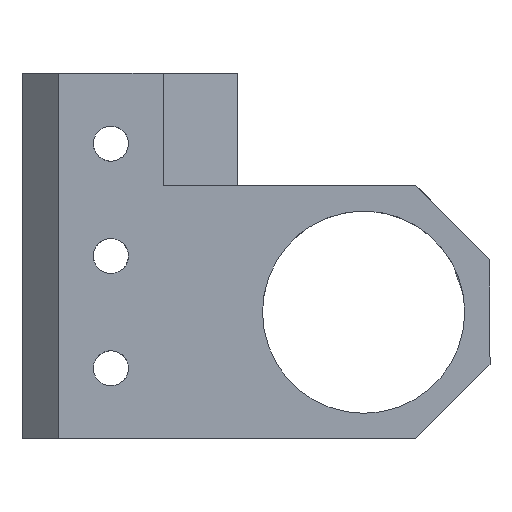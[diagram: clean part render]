
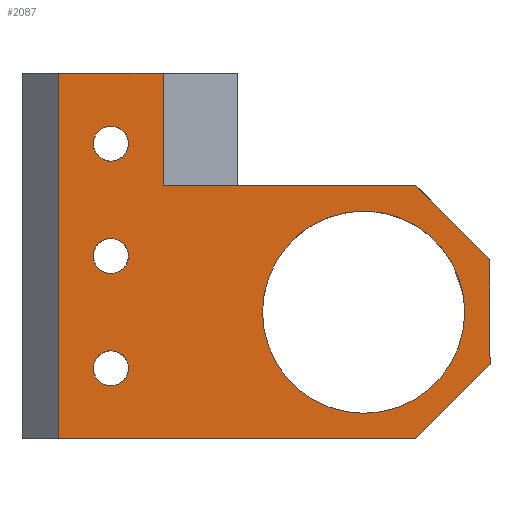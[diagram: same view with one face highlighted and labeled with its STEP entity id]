
A CAD part, front view. The second image highlights one B-rep face of the part: STEP entity #2087.
In plain terms, the highlighted planar face has unit normal (0, -1, 0).
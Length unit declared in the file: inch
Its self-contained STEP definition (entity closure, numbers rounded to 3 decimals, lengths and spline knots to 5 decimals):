
#31 = DIRECTION ( 'NONE',  ( 0., 0., 1. ) ) ;
#43 = CARTESIAN_POINT ( 'NONE',  ( -0.5625, -0.5625, 1.125 ) ) ;
#57 = CARTESIAN_POINT ( 'NONE',  ( 0.233, -0.5625, 1.625 ) ) ;
#58 = DIRECTION ( 'NONE',  ( 1., 0., 0. ) ) ;
#66 = CARTESIAN_POINT ( 'NONE',  ( 0., -0.5625, 0.23438 ) ) ;
#133 = ORIENTED_EDGE ( 'NONE', *, *, #1366, .T. ) ;
#140 = ORIENTED_EDGE ( 'NONE', *, *, #307, .T. ) ;
#154 = DIRECTION ( 'NONE',  ( 0., 0., 1. ) ) ;
#173 = ORIENTED_EDGE ( 'NONE', *, *, #1954, .T. ) ;
#197 = CARTESIAN_POINT ( 'NONE',  ( 1.575, -0.5625, 0.5625 ) ) ;
#238 = LINE ( 'NONE', #258, #1788 ) ;
#249 = CARTESIAN_POINT ( 'NONE',  ( 0., -0.5625, 1.3125 ) ) ;
#253 = ORIENTED_EDGE ( 'NONE', *, *, #736, .T. ) ;
#258 = CARTESIAN_POINT ( 'NONE',  ( 1.6875, -0.5625, 1.125 ) ) ;
#280 = LINE ( 'NONE', #2209, #1773 ) ;
#307 = EDGE_CURVE ( 'NONE', #1831, #1131, #238, .T. ) ;
#323 = CIRCLE ( 'NONE', #1317, 0.45 ) ;
#331 = CARTESIAN_POINT ( 'NONE',  ( 1.6875, -0.5625, 0.3295 ) ) ;
#352 = CARTESIAN_POINT ( 'NONE',  ( 1.358, -0.5625, 0. ) ) ;
#385 = CARTESIAN_POINT ( 'NONE',  ( 0.233, -0.5625, 1.125 ) ) ;
#407 = CARTESIAN_POINT ( 'NONE',  ( -0.233, -0.5625, 1.62504 ) ) ;
#447 = VERTEX_POINT ( 'NONE', #767 ) ;
#455 = DIRECTION ( 'NONE',  ( 0., 0., 1. ) ) ;
#484 = DIRECTION ( 'NONE',  ( 0., 1., 0. ) ) ;
#490 = LINE ( 'NONE', #1818, #882 ) ;
#523 = DIRECTION ( 'NONE',  ( 0., 1., 0. ) ) ;
#544 = DIRECTION ( 'NONE',  ( 0.707, 0., -0.707 ) ) ;
#545 = DIRECTION ( 'NONE',  ( -0.707, 0., -0.707 ) ) ;
#610 = VERTEX_POINT ( 'NONE', #2157 ) ;
#618 = VERTEX_POINT ( 'NONE', #2267 ) ;
#619 = DIRECTION ( 'NONE',  ( 0., 0., -1. ) ) ;
#631 = AXIS2_PLACEMENT_3D ( 'NONE', #2136, #2576, #31 ) ;
#682 = CIRCLE ( 'NONE', #631, 0.07813 ) ;
#686 = PLANE ( 'NONE',  #1808 ) ;
#698 = EDGE_LOOP ( 'NONE', ( #253, #2546 ) ) ;
#736 = EDGE_CURVE ( 'NONE', #1996, #610, #1263, .T. ) ;
#747 = DIRECTION ( 'NONE',  ( 1., 0., 0. ) ) ;
#750 = FACE_OUTER_BOUND ( 'NONE', #1994, .T. ) ;
#761 = EDGE_CURVE ( 'NONE', #1794, #2130, #2213, .T. ) ;
#767 = CARTESIAN_POINT ( 'NONE',  ( 0., -0.5625, 0.89063 ) ) ;
#776 = CARTESIAN_POINT ( 'NONE',  ( -0.233, -0.5625, 0. ) ) ;
#836 = VERTEX_POINT ( 'NONE', #66 ) ;
#843 = CARTESIAN_POINT ( 'NONE',  ( 1.358, -0.5625, 1.125 ) ) ;
#858 = LINE ( 'NONE', #2036, #918 ) ;
#871 = EDGE_LOOP ( 'NONE', ( #1310, #1474 ) ) ;
#877 = EDGE_CURVE ( 'NONE', #2130, #1902, #858, .T. ) ;
#882 = VECTOR ( 'NONE', #544, 39.37008 ) ;
#888 = CARTESIAN_POINT ( 'NONE',  ( 0., -0.5625, 1.3125 ) ) ;
#897 = DIRECTION ( 'NONE',  ( 0., 0., 1. ) ) ;
#898 = VERTEX_POINT ( 'NONE', #776 ) ;
#901 = CARTESIAN_POINT ( 'NONE',  ( 1.125, -0.5625, 0.5625 ) ) ;
#907 = EDGE_CURVE ( 'NONE', #898, #2574, #1892, .T. ) ;
#918 = VECTOR ( 'NONE', #2655, 39.37008 ) ;
#937 = DIRECTION ( 'NONE',  ( 0., 1., 0. ) ) ;
#944 = DIRECTION ( 'NONE',  ( 0., 0., 1. ) ) ;
#976 = AXIS2_PLACEMENT_3D ( 'NONE', #888, #484, #897 ) ;
#1008 = DIRECTION ( 'NONE',  ( 0., 1., 0. ) ) ;
#1050 = CARTESIAN_POINT ( 'NONE',  ( 0., -0.5625, 1.39063 ) ) ;
#1072 = VERTEX_POINT ( 'NONE', #1050 ) ;
#1112 = FACE_BOUND ( 'NONE', #871, .T. ) ;
#1114 = AXIS2_PLACEMENT_3D ( 'NONE', #249, #1519, #2583 ) ;
#1128 = ORIENTED_EDGE ( 'NONE', *, *, #2172, .T. ) ;
#1131 = VERTEX_POINT ( 'NONE', #1481 ) ;
#1192 = VECTOR ( 'NONE', #1792, 39.37008 ) ;
#1206 = CARTESIAN_POINT ( 'NONE',  ( -0.5625, -0.5625, 0. ) ) ;
#1218 = EDGE_CURVE ( 'NONE', #1072, #1759, #2177, .T. ) ;
#1226 = VECTOR ( 'NONE', #747, 39.37008 ) ;
#1229 = AXIS2_PLACEMENT_3D ( 'NONE', #901, #523, #58 ) ;
#1263 = CIRCLE ( 'NONE', #1229, 0.45 ) ;
#1274 = DIRECTION ( 'NONE',  ( 0., 1., 0. ) ) ;
#1310 = ORIENTED_EDGE ( 'NONE', *, *, #2497, .T. ) ;
#1313 = EDGE_LOOP ( 'NONE', ( #1554, #133 ) ) ;
#1317 = AXIS2_PLACEMENT_3D ( 'NONE', #1491, #2151, #2344 ) ;
#1319 = LINE ( 'NONE', #407, #1847 ) ;
#1336 = AXIS2_PLACEMENT_3D ( 'NONE', #1380, #937, #944 ) ;
#1348 = VECTOR ( 'NONE', #2323, 39.37008 ) ;
#1366 = EDGE_CURVE ( 'NONE', #1759, #1072, #2116, .T. ) ;
#1372 = ORIENTED_EDGE ( 'NONE', *, *, #2174, .F. ) ;
#1380 = CARTESIAN_POINT ( 'NONE',  ( 0., -0.5625, 0.8125 ) ) ;
#1434 = CARTESIAN_POINT ( 'NONE',  ( 0., -0.5625, 0.73438 ) ) ;
#1445 = EDGE_CURVE ( 'NONE', #610, #1996, #323, .T. ) ;
#1474 = ORIENTED_EDGE ( 'NONE', *, *, #1921, .T. ) ;
#1481 = CARTESIAN_POINT ( 'NONE',  ( 1.6875, -0.5625, 0.7955 ) ) ;
#1491 = CARTESIAN_POINT ( 'NONE',  ( 1.125, -0.5625, 0.5625 ) ) ;
#1519 = DIRECTION ( 'NONE',  ( 0., 1., 0. ) ) ;
#1525 = DIRECTION ( 'NONE',  ( -1., 0., 0. ) ) ;
#1554 = ORIENTED_EDGE ( 'NONE', *, *, #1218, .T. ) ;
#1559 = ORIENTED_EDGE ( 'NONE', *, *, #2380, .T. ) ;
#1566 = EDGE_CURVE ( 'NONE', #618, #1131, #490, .T. ) ;
#1611 = EDGE_CURVE ( 'NONE', #1935, #447, #2589, .T. ) ;
#1675 = DIRECTION ( 'NONE',  ( 0., 0., 1. ) ) ;
#1738 = AXIS2_PLACEMENT_3D ( 'NONE', #2314, #1274, #1675 ) ;
#1759 = VERTEX_POINT ( 'NONE', #2642 ) ;
#1773 = VECTOR ( 'NONE', #545, 39.37008 ) ;
#1779 = FACE_BOUND ( 'NONE', #698, .T. ) ;
#1788 = VECTOR ( 'NONE', #455, 39.37008 ) ;
#1792 = DIRECTION ( 'NONE',  ( 1., 0., 0. ) ) ;
#1794 = VERTEX_POINT ( 'NONE', #2030 ) ;
#1808 = AXIS2_PLACEMENT_3D ( 'NONE', #43, #1965, #1525 ) ;
#1818 = CARTESIAN_POINT ( 'NONE',  ( 1.6875, -0.5625, 0.7955 ) ) ;
#1831 = VERTEX_POINT ( 'NONE', #331 ) ;
#1845 = CIRCLE ( 'NONE', #1336, 0.07813 ) ;
#1847 = VECTOR ( 'NONE', #619, 39.37008 ) ;
#1884 = AXIS2_PLACEMENT_3D ( 'NONE', #2532, #1008, #154 ) ;
#1892 = LINE ( 'NONE', #1206, #1226 ) ;
#1902 = VERTEX_POINT ( 'NONE', #385 ) ;
#1909 = VERTEX_POINT ( 'NONE', #2713 ) ;
#1917 = LINE ( 'NONE', #843, #1348 ) ;
#1921 = EDGE_CURVE ( 'NONE', #836, #1909, #2517, .T. ) ;
#1935 = VERTEX_POINT ( 'NONE', #1434 ) ;
#1954 = EDGE_CURVE ( 'NONE', #1794, #898, #1319, .T. ) ;
#1965 = DIRECTION ( 'NONE',  ( 0., 1., 0. ) ) ;
#1994 = EDGE_LOOP ( 'NONE', ( #2058, #1372, #140, #2597, #1559, #2094, #2187, #173 ) ) ;
#1996 = VERTEX_POINT ( 'NONE', #197 ) ;
#2030 = CARTESIAN_POINT ( 'NONE',  ( -0.233, -0.5625, 1.625 ) ) ;
#2036 = CARTESIAN_POINT ( 'NONE',  ( 0.233, -0.5625, 1.62504 ) ) ;
#2058 = ORIENTED_EDGE ( 'NONE', *, *, #907, .T. ) ;
#2087 = ADVANCED_FACE ( 'NONE', ( #750, #2479, #2378, #1112, #1779 ), #686, .F. ) ;
#2094 = ORIENTED_EDGE ( 'NONE', *, *, #877, .F. ) ;
#2116 = CIRCLE ( 'NONE', #1114, 0.07813 ) ;
#2130 = VERTEX_POINT ( 'NONE', #57 ) ;
#2136 = CARTESIAN_POINT ( 'NONE',  ( 0., -0.5625, 0.3125 ) ) ;
#2151 = DIRECTION ( 'NONE',  ( 0., 1., 0. ) ) ;
#2157 = CARTESIAN_POINT ( 'NONE',  ( 0.675, -0.5625, 0.5625 ) ) ;
#2172 = EDGE_CURVE ( 'NONE', #447, #1935, #1845, .T. ) ;
#2174 = EDGE_CURVE ( 'NONE', #1831, #2574, #280, .T. ) ;
#2177 = CIRCLE ( 'NONE', #976, 0.07813 ) ;
#2187 = ORIENTED_EDGE ( 'NONE', *, *, #761, .F. ) ;
#2209 = CARTESIAN_POINT ( 'NONE',  ( 1.358, -0.5625, 0. ) ) ;
#2210 = CARTESIAN_POINT ( 'NONE',  ( -0.5625, -0.5625, 1.625 ) ) ;
#2213 = LINE ( 'NONE', #2210, #1192 ) ;
#2267 = CARTESIAN_POINT ( 'NONE',  ( 1.358, -0.5625, 1.125 ) ) ;
#2314 = CARTESIAN_POINT ( 'NONE',  ( 0., -0.5625, 0.8125 ) ) ;
#2323 = DIRECTION ( 'NONE',  ( -1., 0., 0. ) ) ;
#2344 = DIRECTION ( 'NONE',  ( 1., 0., 0. ) ) ;
#2378 = FACE_BOUND ( 'NONE', #1313, .T. ) ;
#2380 = EDGE_CURVE ( 'NONE', #618, #1902, #1917, .T. ) ;
#2479 = FACE_BOUND ( 'NONE', #2598, .T. ) ;
#2497 = EDGE_CURVE ( 'NONE', #1909, #836, #682, .T. ) ;
#2517 = CIRCLE ( 'NONE', #1884, 0.07813 ) ;
#2532 = CARTESIAN_POINT ( 'NONE',  ( 0., -0.5625, 0.3125 ) ) ;
#2546 = ORIENTED_EDGE ( 'NONE', *, *, #1445, .T. ) ;
#2574 = VERTEX_POINT ( 'NONE', #352 ) ;
#2576 = DIRECTION ( 'NONE',  ( 0., 1., 0. ) ) ;
#2583 = DIRECTION ( 'NONE',  ( 0., 0., 1. ) ) ;
#2589 = CIRCLE ( 'NONE', #1738, 0.07813 ) ;
#2597 = ORIENTED_EDGE ( 'NONE', *, *, #1566, .F. ) ;
#2598 = EDGE_LOOP ( 'NONE', ( #1128, #2721 ) ) ;
#2642 = CARTESIAN_POINT ( 'NONE',  ( 0., -0.5625, 1.23438 ) ) ;
#2655 = DIRECTION ( 'NONE',  ( 0., 0., -1. ) ) ;
#2713 = CARTESIAN_POINT ( 'NONE',  ( 0., -0.5625, 0.39063 ) ) ;
#2721 = ORIENTED_EDGE ( 'NONE', *, *, #1611, .T. ) ;
